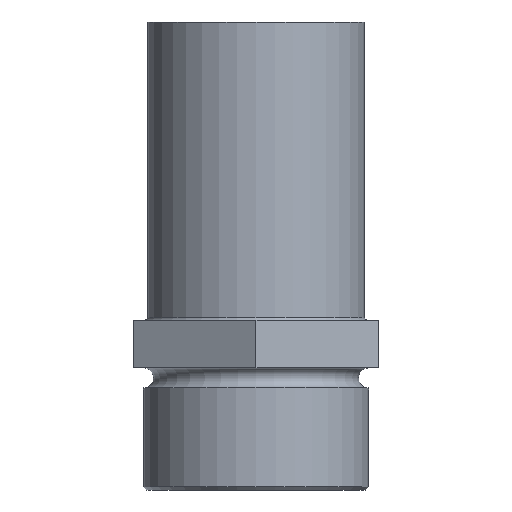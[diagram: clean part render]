
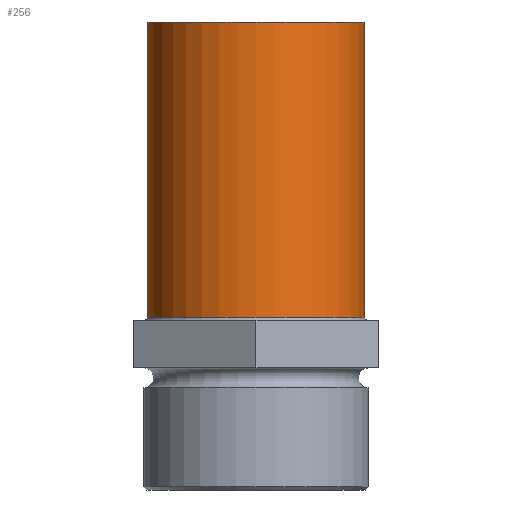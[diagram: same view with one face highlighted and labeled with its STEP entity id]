
A CAD part, front view. The second image highlights one B-rep face of the part: STEP entity #256.
In plain terms, the highlighted cylindrical face has radius 16 mm (diameter 32 mm), a full revolution.
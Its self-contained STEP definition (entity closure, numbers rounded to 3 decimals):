
#63=CYLINDRICAL_SURFACE('',#282,16.);
#71=FACE_BOUND('',#108,.T.);
#84=FACE_OUTER_BOUND('',#107,.T.);
#107=EDGE_LOOP('',(#204));
#108=EDGE_LOOP('',(#205));
#123=CIRCLE('',#281,16.);
#124=CIRCLE('',#283,16.);
#142=VERTEX_POINT('',#407);
#143=VERTEX_POINT('',#410);
#166=EDGE_CURVE('',#142,#142,#123,.T.);
#167=EDGE_CURVE('',#143,#143,#124,.T.);
#204=ORIENTED_EDGE('',*,*,#167,.F.);
#205=ORIENTED_EDGE('',*,*,#166,.F.);
#256=ADVANCED_FACE('',(#84,#71),#63,.T.);
#281=AXIS2_PLACEMENT_3D('',#408,#338,#339);
#282=AXIS2_PLACEMENT_3D('',#409,#340,#341);
#283=AXIS2_PLACEMENT_3D('',#411,#342,#343);
#338=DIRECTION('center_axis',(0.,0.,
-1.));
#339=DIRECTION('ref_axis',(-1.,0.,0.));
#340=DIRECTION('center_axis',(0.,0.,-1.));
#341=DIRECTION('ref_axis',(-1.,0.,0.));
#342=DIRECTION('center_axis',(0.,0.,1.));
#343=DIRECTION('ref_axis',(-1.,0.,0.));
#407=CARTESIAN_POINT('',(16.,0.,-9.));
#408=CARTESIAN_POINT('Origin',(0.,0.,-9.));
#409=CARTESIAN_POINT('Origin',(0.,0.,34.5));
#410=CARTESIAN_POINT('',(16.,0.,34.5));
#411=CARTESIAN_POINT('Origin',(0.,0.,34.5));
